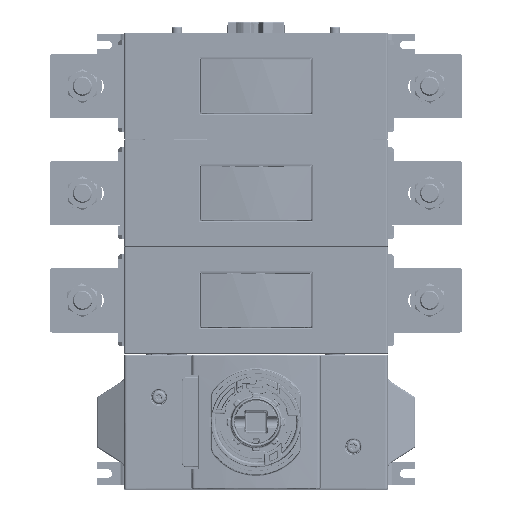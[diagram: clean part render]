
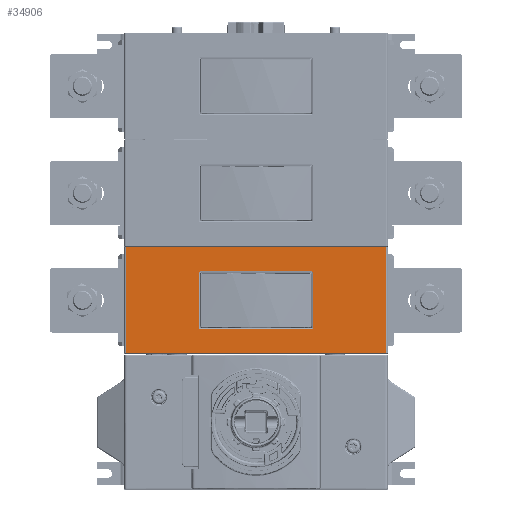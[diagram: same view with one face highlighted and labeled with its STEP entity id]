
A CAD part, top view. The second image highlights one B-rep face of the part: STEP entity #34906.
In plain terms, the highlighted planar face has unit normal (0, 0, 1).
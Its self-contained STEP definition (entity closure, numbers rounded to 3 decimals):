
#3781=ELLIPSE('',#113653,0.7,0.7);
#3783=ELLIPSE('',#113669,0.7,0.7);
#3784=ELLIPSE('',#113670,0.7,0.7);
#3785=ELLIPSE('',#113671,0.7,0.7);
#7027=LINE('',#167028,#16872);
#7032=LINE('',#167078,#16877);
#7042=LINE('',#167105,#16887);
#7043=LINE('',#167106,#16888);
#7044=LINE('',#167107,#16889);
#7045=LINE('',#167112,#16890);
#7046=LINE('',#167113,#16891);
#7047=LINE('',#167117,#16892);
#16872=VECTOR('',#128860,1.);
#16877=VECTOR('',#128899,1.);
#16887=VECTOR('',#128923,1.);
#16888=VECTOR('',#128924,1.);
#16889=VECTOR('',#128925,1.);
#16890=VECTOR('',#128928,1.);
#16891=VECTOR('',#128929,1.);
#16892=VECTOR('',#128932,1.);
#31592=PLANE('',#113672);
#34906=ADVANCED_FACE('',(#40765,#40766),#31592,.T.);
#40765=FACE_BOUND('',#43038,.T.);
#40766=FACE_BOUND('',#43039,.T.);
#43038=EDGE_LOOP('',(#54374,#54375,#54376,#54377));
#43039=EDGE_LOOP('',(#54378,#54379,#54380,#54381,#54382,#54383,#54384,#54385));
#54374=ORIENTED_EDGE('',*,*,#93232,.T.);
#54375=ORIENTED_EDGE('',*,*,#93219,.T.);
#54376=ORIENTED_EDGE('',*,*,#93233,.T.);
#54377=ORIENTED_EDGE('',*,*,#93201,.T.);
#54378=ORIENTED_EDGE('',*,*,#93234,.T.);
#54379=ORIENTED_EDGE('',*,*,#93235,.T.);
#54380=ORIENTED_EDGE('',*,*,#93236,.T.);
#54381=ORIENTED_EDGE('',*,*,#93211,.T.);
#54382=ORIENTED_EDGE('',*,*,#93237,.T.);
#54383=ORIENTED_EDGE('',*,*,#93238,.T.);
#54384=ORIENTED_EDGE('',*,*,#93239,.T.);
#54385=ORIENTED_EDGE('',*,*,#93240,.T.);
#79411=VERTEX_POINT('',#167016);
#79415=VERTEX_POINT('',#167025);
#79425=VERTEX_POINT('',#167049);
#79426=VERTEX_POINT('',#167051);
#79428=VERTEX_POINT('',#167068);
#79432=VERTEX_POINT('',#167077);
#79443=VERTEX_POINT('',#167108);
#79444=VERTEX_POINT('',#167109);
#79445=VERTEX_POINT('',#167111);
#79446=VERTEX_POINT('',#167114);
#79447=VERTEX_POINT('',#167116);
#79448=VERTEX_POINT('',#167118);
#93201=EDGE_CURVE('',#79415,#79411,#7027,.T.);
#93211=EDGE_CURVE('',#79426,#79425,#3781,.T.);
#93219=EDGE_CURVE('',#79428,#79432,#7032,.T.);
#93232=EDGE_CURVE('',#79411,#79428,#7042,.T.);
#93233=EDGE_CURVE('',#79432,#79415,#7043,.T.);
#93234=EDGE_CURVE('',#79443,#79444,#7044,.T.);
#93235=EDGE_CURVE('',#79444,#79445,#3783,.T.);
#93236=EDGE_CURVE('',#79445,#79426,#7045,.T.);
#93237=EDGE_CURVE('',#79425,#79446,#7046,.T.);
#93238=EDGE_CURVE('',#79446,#79447,#3784,.T.);
#93239=EDGE_CURVE('',#79447,#79448,#7047,.T.);
#93240=EDGE_CURVE('',#79448,#79443,#3785,.T.);
#113653=AXIS2_PLACEMENT_3D('',#167050,#128881,#128882);
#113669=AXIS2_PLACEMENT_3D('',#167110,#128926,#128927);
#113670=AXIS2_PLACEMENT_3D('',#167115,#128930,#128931);
#113671=AXIS2_PLACEMENT_3D('',#167119,#128933,#128934);
#113672=AXIS2_PLACEMENT_3D('',#167120,#128935,#128936);
#128860=DIRECTION('',(1.,0.,0.));
#128881=DIRECTION('',(0.,0.,-1.));
#128882=DIRECTION('',(-0.707,-0.707,0.));
#128899=DIRECTION('',(-1.,0.,0.));
#128923=DIRECTION('',(0.,1.,0.));
#128924=DIRECTION('',(0.,-1.,0.));
#128925=DIRECTION('',(0.,-1.,0.));
#128926=DIRECTION('',(0.,0.,-1.));
#128927=DIRECTION('',(0.707,-0.707,0.));
#128928=DIRECTION('',(-1.,0.,0.));
#128929=DIRECTION('',(0.,1.,0.));
#128930=DIRECTION('',(0.,0.,-1.));
#128931=DIRECTION('',(-0.707,0.707,0.));
#128932=DIRECTION('',(1.,0.,0.));
#128933=DIRECTION('',(0.,0.,-1.));
#128934=DIRECTION('',(0.707,0.707,0.));
#128935=DIRECTION('',(0.,0.,1.));
#128936=DIRECTION('',(-1.,0.,0.));
#167016=CARTESIAN_POINT('',(79.,41.85,121.241));
#167025=CARTESIAN_POINT('',(-79.,41.85,121.241));
#167028=CARTESIAN_POINT('',(0.,41.85,121.241));
#167049=CARTESIAN_POINT('',(-34.547,57.254,121.241));
#167050=CARTESIAN_POINT('',(-33.847,57.254,121.241));
#167051=CARTESIAN_POINT('',(-33.847,56.554,121.241));
#167068=CARTESIAN_POINT('',(79.,106.151,121.241));
#167077=CARTESIAN_POINT('',(-79.,106.151,121.241));
#167078=CARTESIAN_POINT('',(0.,106.151,121.241));
#167105=CARTESIAN_POINT('',(79.,87.9,121.241));
#167106=CARTESIAN_POINT('',(-79.,87.9,121.241));
#167107=CARTESIAN_POINT('',(34.547,87.9,121.241));
#167108=CARTESIAN_POINT('',(34.547,90.748,121.241));
#167109=CARTESIAN_POINT('',(34.547,57.254,121.241));
#167110=CARTESIAN_POINT('',(33.847,57.254,121.241));
#167111=CARTESIAN_POINT('',(33.847,56.554,121.241));
#167112=CARTESIAN_POINT('',(0.,56.554,121.241));
#167113=CARTESIAN_POINT('',(-34.547,87.9,121.241));
#167114=CARTESIAN_POINT('',(-34.547,90.748,121.241));
#167115=CARTESIAN_POINT('',(-33.847,90.748,121.241));
#167116=CARTESIAN_POINT('',(-33.847,91.448,121.241));
#167117=CARTESIAN_POINT('',(0.,91.448,121.241));
#167118=CARTESIAN_POINT('',(33.847,91.448,121.241));
#167119=CARTESIAN_POINT('',(33.847,90.748,121.241));
#167120=CARTESIAN_POINT('',(0.,87.9,121.241));
